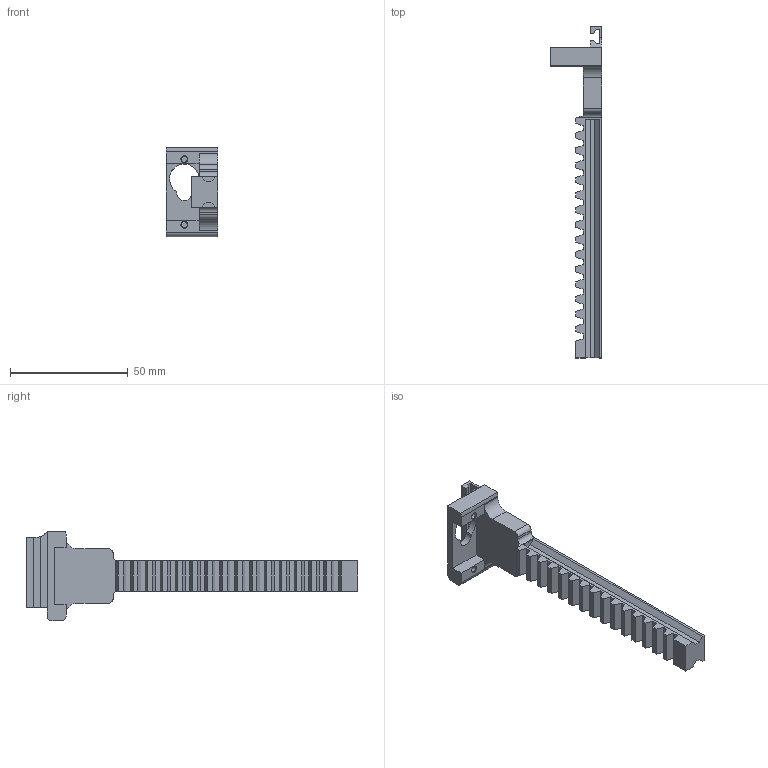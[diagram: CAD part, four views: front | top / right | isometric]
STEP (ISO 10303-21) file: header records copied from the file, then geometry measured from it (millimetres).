
FILE_DESCRIPTION(/* description */ (''),/* implementation_level */ '2;1');
FILE_NAME(/* name */ 'Рейка_Б.stp',/* time_stamp */ '2024-01-27T13:45:01+03:00',/* author */ ('79651'),/* organization */ (''),/* preprocessor_version */ 'ST-DEVELOPER v18.1',/* originating_system */ 'Autodesk Inventor 2022',/* authorisation */ '');
FILE_SCHEMA (('AUTOMOTIVE_DESIGN { 1 0 10303 214 3 1 1 }'));
Length unit declared in the file: millimetre
Products named in the file (1): Рейка_рейка_
2
Bounding box: 22 x 140.9 x 38 mm (x, y, z)
Volume: 20482.4 mm3; surface area: 10797.7 mm2
Topology: 1 solids, 1 shells, 119 faces, 343 edges, 227 vertices
Faces by surface type: plane 103, cylinder 14, cone 2
Full cylindrical faces by diameter (mm): 2.5 x2
Entity records: 3907 total; most frequent: CARTESIAN_POINT 690, ORIENTED_EDGE 686, DIRECTION 619, EDGE_CURVE 343, LINE 307, VECTOR 307, VERTEX_POINT 227, AXIS2_PLACEMENT_3D 156
